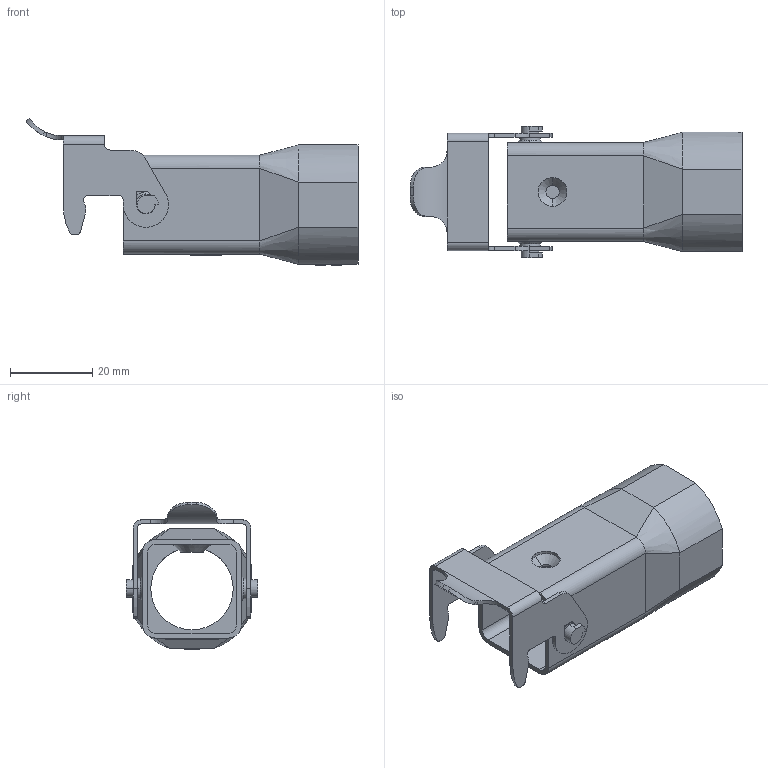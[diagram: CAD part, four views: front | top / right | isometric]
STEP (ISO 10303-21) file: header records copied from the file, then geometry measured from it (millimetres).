
FILE_DESCRIPTION(('Creo Elements/Direct Modeling STEP Export'),'2;1');
FILE_NAME('0lndrr04lu5unaj5108','2018-11-28T11:58:58',(''),(''),'PTC Creo Elements/Direct Modeling STEP processor for AP214 (Solid Model)','PTC Creo Elements/Direct Modeling 19.0B 21-Mar-2015 (C) Parametric Technology GmbH','');
FILE_SCHEMA(('AUTOMOTIVE_DESIGN { 1 0 10303 214 1 1 1 1 }'));
Length unit declared in the file: millimetre
Products named in the file (2): MKAXXW_VG25
Assembly tree (1 placements, depth 2):
  MKAXXW_VG25
    MKAXXW_VG25
Bounding box: 80.6 x 32 x 35.75 mm (x, y, z)
Volume: 10510.9 mm3; surface area: 13306 mm2
Topology: 1 solids, 1 shells, 306 faces, 866 edges, 574 vertices
Faces by surface type: plane 214, cylinder 81, cone 7, bspline 4
Entity records: 11005 total; most frequent: CARTESIAN_POINT 2728, ORIENTED_EDGE 1732, DIRECTION 1470, EDGE_CURVE 866, VECTOR 640, LINE 640, VERTEX_POINT 574, AXIS2_PLACEMENT_3D 415
